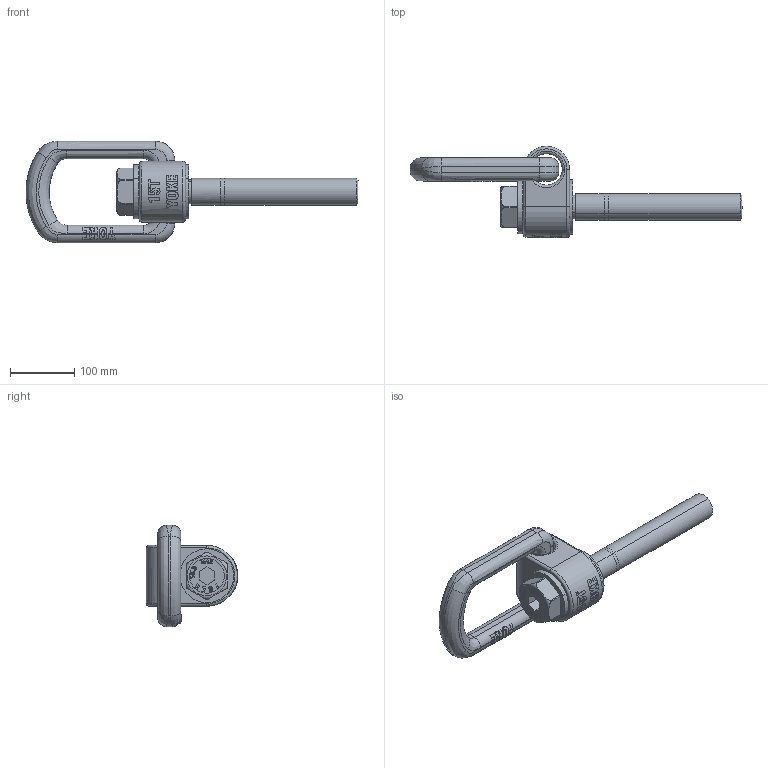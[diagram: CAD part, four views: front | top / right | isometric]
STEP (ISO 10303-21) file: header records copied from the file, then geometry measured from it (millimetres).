
FILE_DESCRIPTION(('CATIA V5 STEP Exchange'),'2;1');
FILE_NAME('8-211-150-350L.stp','2015-07-09T10:49:24+00:00',('none'),('none'),'CATIA Version 5 Release 21 GA (IN-10)','CATIA V5 STEP AP203','none');
FILE_SCHEMA(('CONFIG_CONTROL_DESIGN'));
Length unit declared in the file: millimetre
Products named in the file (1): 8-211-150
Assembly tree (4 placements, depth 2):
  8-211-150
    #58
    #10125
    #24436
    #35949
Bounding box: 517.88 x 142.5 x 158 mm (x, y, z)
Volume: 1781480 mm3; surface area: 242743.3 mm2
Topology: 5 solids, 5 shells, 993 faces, 2801 edges, 1848 vertices
Faces by surface type: plane 858, cylinder 77, torus 30, bspline 16, cone 12
Entity records: 36393 total; most frequent: CARTESIAN_POINT 12341, ORIENTED_EDGE 5602, DIRECTION 3910, EDGE_CURVE 2801, VERTEX_POINT 1848, VECTOR 1817, LINE 1817, AXIS2_PLACEMENT_3D 1167
